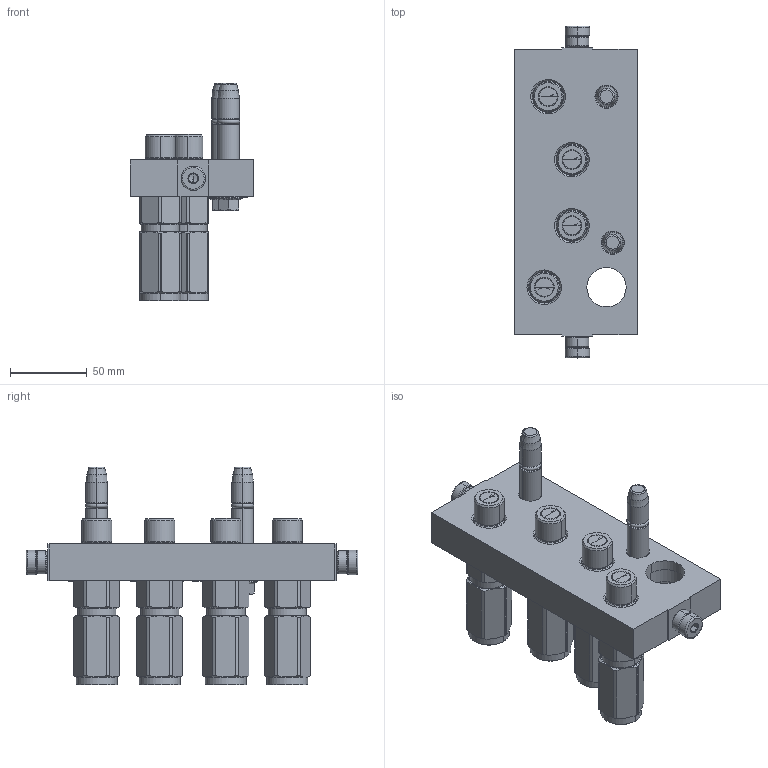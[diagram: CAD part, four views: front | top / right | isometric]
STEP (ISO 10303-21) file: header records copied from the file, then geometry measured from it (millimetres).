
FILE_DESCRIPTION (( 'STEP AP214' ), '1' );
FILE_NAME ('FASTER.step', '2024-11-05T14:29:25', ( '' ), ( '' ), 'SwSTEP 2.0', 'SolidWorks 2017', '' );
FILE_SCHEMA (( 'AUTOMOTIVE_DESIGN' ));
Length unit declared in the file: millimetre
Products named in the file (11): 3ffnp38-12g_m; et002; 4830_028_1000_002; or2_62x9_19_m; 4830_021_0000_000; 1540_080_0008_000; PS06-1_M_BASE; 4830_010_0000_003; 4830_013_3000_020; FASTER
Assembly tree (18 placements, depth 3):
  FASTER
    PS06-1_M_BASE
      4830_010_0000_003
      4830_021_0000_000  x2
      4830_013_3000_020  x2
      4830_028_1000_002  x2
      1540_080_0008_000  x2
      or2_62x9_19_m  x2
    3ffnp38-12g_m  x4
      3ffnp38-12g_m
    et002
Bounding box: 80.3 x 216 x 141.8 mm (x, y, z)
Volume: 1869.3 mm3; surface area: 122825 mm2
Topology: 5 solids, 52 shells, 2024 faces, 5735 edges, 3777 vertices
Faces by surface type: plane 1184, cone 336, cylinder 320, torus 110, bspline 74
Entity records: 49437 total; most frequent: CARTESIAN_POINT 11462, ORIENTED_EDGE 7444, DIRECTION 6965, EDGE_CURVE 3826, LINE 2987, VECTOR 2987, VERTEX_POINT 2512, AXIS2_PLACEMENT_3D 1989
